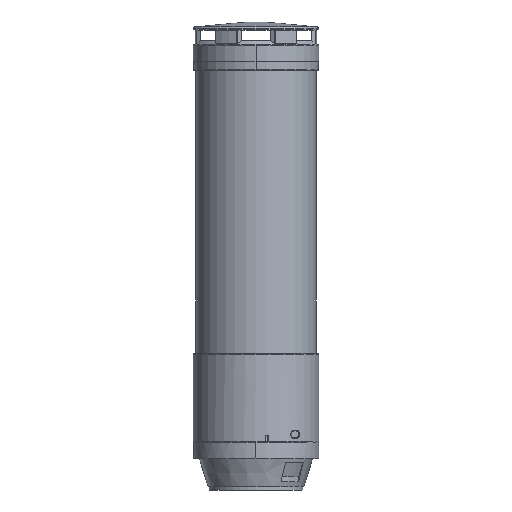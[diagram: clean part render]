
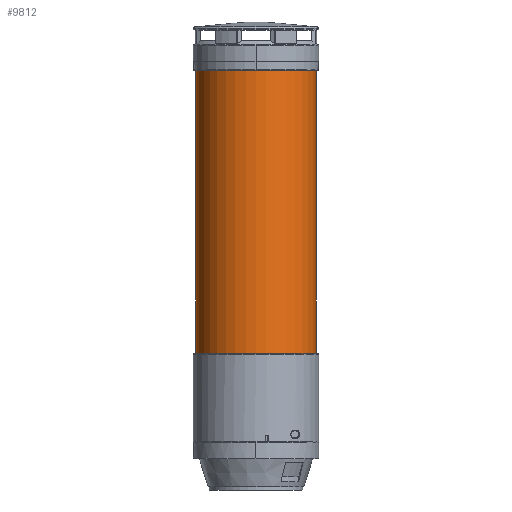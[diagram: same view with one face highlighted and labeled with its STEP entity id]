
A CAD part, front view. The second image highlights one B-rep face of the part: STEP entity #9812.
In plain terms, the highlighted cylindrical face has radius 35 mm (diameter 70 mm), a partial arc.
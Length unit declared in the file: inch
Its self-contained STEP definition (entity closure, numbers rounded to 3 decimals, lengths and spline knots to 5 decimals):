
#103 = AXIS2_PLACEMENT_3D ( 'NONE', #3403, #2445, #7747 ) ;
#738 = EDGE_CURVE ( 'NONE', #16470, #16458, #2944, .T. ) ;
#830 = DIRECTION ( 'NONE',  ( 0., 0., 1. ) ) ;
#1225 = CYLINDRICAL_SURFACE ( 'NONE', #10881, 1.37795 ) ;
#1338 = CARTESIAN_POINT ( 'NONE',  ( -1.37795, 0., 8.4709 ) ) ;
#1734 = CIRCLE ( 'NONE', #103, 1.37795 ) ;
#2445 = DIRECTION ( 'NONE',  ( 0., 0., 1. ) ) ;
#2492 = EDGE_CURVE ( 'NONE', #9743, #3675, #16469, .T. ) ;
#2615 = EDGE_CURVE ( 'NONE', #16458, #3675, #5665, .T. ) ;
#2690 = DIRECTION ( 'NONE',  ( 0., 0., 1. ) ) ;
#2944 = LINE ( 'NONE', #9551, #10946 ) ;
#3386 = CARTESIAN_POINT ( 'NONE',  ( -1.37795, 0., 2.00167 ) ) ;
#3403 = CARTESIAN_POINT ( 'NONE',  ( 0., 0., 2.00167 ) ) ;
#3517 = CARTESIAN_POINT ( 'NONE',  ( -1.37795, 0., 1.90157 ) ) ;
#3533 = ORIENTED_EDGE ( 'NONE', *, *, #12502, .T. ) ;
#3675 = VERTEX_POINT ( 'NONE', #1338 ) ;
#3733 = VECTOR ( 'NONE', #830, 39.37008 ) ;
#4065 = EDGE_LOOP ( 'NONE', ( #9153, #3533, #8185, #15385 ) ) ;
#5665 = CIRCLE ( 'NONE', #10398, 1.37795 ) ;
#7367 = CARTESIAN_POINT ( 'NONE',  ( 1.37795, 0., 2.00167 ) ) ;
#7647 = FACE_OUTER_BOUND ( 'NONE', #4065, .T. ) ;
#7732 = DIRECTION ( 'NONE',  ( 0., 0., 1. ) ) ;
#7747 = DIRECTION ( 'NONE',  ( 1., 0., 0. ) ) ;
#8185 = ORIENTED_EDGE ( 'NONE', *, *, #738, .T. ) ;
#9153 = ORIENTED_EDGE ( 'NONE', *, *, #2492, .F. ) ;
#9246 = DIRECTION ( 'NONE',  ( 0., 0., -1. ) ) ;
#9551 = CARTESIAN_POINT ( 'NONE',  ( 1.37795, 0., 1.90157 ) ) ;
#9743 = VERTEX_POINT ( 'NONE', #3386 ) ;
#9812 = ADVANCED_FACE ( 'NONE', ( #7647 ), #1225, .T. ) ;
#10398 = AXIS2_PLACEMENT_3D ( 'NONE', #10459, #9246, #11601 ) ;
#10459 = CARTESIAN_POINT ( 'NONE',  ( 0., 0., 8.4709 ) ) ;
#10881 = AXIS2_PLACEMENT_3D ( 'NONE', #11736, #7732, #14516 ) ;
#10946 = VECTOR ( 'NONE', #2690, 39.37008 ) ;
#11601 = DIRECTION ( 'NONE',  ( 1., 0., 0. ) ) ;
#11736 = CARTESIAN_POINT ( 'NONE',  ( 0., 0., 1.90157 ) ) ;
#12502 = EDGE_CURVE ( 'NONE', #9743, #16470, #1734, .T. ) ;
#13984 = CARTESIAN_POINT ( 'NONE',  ( 1.37795, 0., 8.4709 ) ) ;
#14516 = DIRECTION ( 'NONE',  ( 1., 0., 0. ) ) ;
#15385 = ORIENTED_EDGE ( 'NONE', *, *, #2615, .T. ) ;
#16458 = VERTEX_POINT ( 'NONE', #13984 ) ;
#16469 = LINE ( 'NONE', #3517, #3733 ) ;
#16470 = VERTEX_POINT ( 'NONE', #7367 ) ;
